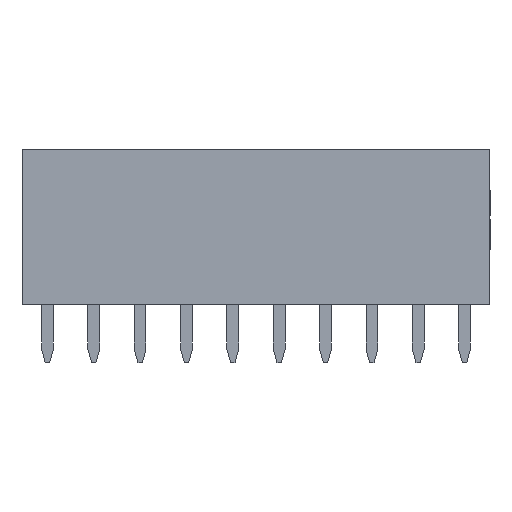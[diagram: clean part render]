
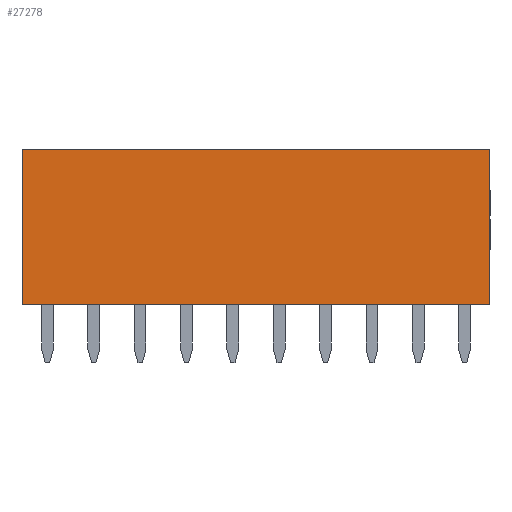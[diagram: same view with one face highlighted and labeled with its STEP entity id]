
A CAD part, front view. The second image highlights one B-rep face of the part: STEP entity #27278.
In plain terms, the highlighted planar face has unit normal (0, -1, 0).
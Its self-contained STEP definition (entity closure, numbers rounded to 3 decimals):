
#473 = AXIS2_PLACEMENT_3D ( 'NONE', #26616, #26261, #7418 ) ;
#796 = FACE_OUTER_BOUND ( 'NONE', #30227, .T. ) ;
#1226 = ORIENTED_EDGE ( 'NONE', *, *, #12763, .F. ) ;
#2171 = CARTESIAN_POINT ( 'NONE',  ( 12.825, 0., 4.25 ) ) ;
#2288 = ORIENTED_EDGE ( 'NONE', *, *, #21170, .F. ) ;
#2550 = VECTOR ( 'NONE', #7417, 1000. ) ;
#4943 = LINE ( 'NONE', #29432, #2550 ) ;
#6858 = CARTESIAN_POINT ( 'NONE',  ( -12.825, 0., -4.25 ) ) ;
#7417 = DIRECTION ( 'NONE',  ( 0., 0., 1. ) ) ;
#7418 = DIRECTION ( 'NONE',  ( -1., 0., 0. ) ) ;
#8240 = CARTESIAN_POINT ( 'NONE',  ( 12.825, 0., -4.25 ) ) ;
#8671 = CARTESIAN_POINT ( 'NONE',  ( -12.825, 0., 4.25 ) ) ;
#10192 = VERTEX_POINT ( 'NONE', #8240 ) ;
#10198 = DIRECTION ( 'NONE',  ( 0., 0., -1. ) ) ;
#11629 = DIRECTION ( 'NONE',  ( 1., 0., 0. ) ) ;
#12096 = DIRECTION ( 'NONE',  ( -1., 0., 0. ) ) ;
#12763 = EDGE_CURVE ( 'NONE', #27034, #10192, #26093, .T. ) ;
#12900 = VECTOR ( 'NONE', #11629, 1000. ) ;
#14832 = CARTESIAN_POINT ( 'NONE',  ( -12.825, 0., -4.25 ) ) ;
#15647 = EDGE_CURVE ( 'NONE', #25576, #18239, #4943, .T. ) ;
#16541 = VECTOR ( 'NONE', #12096, 1000. ) ;
#18239 = VERTEX_POINT ( 'NONE', #29481 ) ;
#20262 = ORIENTED_EDGE ( 'NONE', *, *, #28175, .F. ) ;
#20361 = ORIENTED_EDGE ( 'NONE', *, *, #15647, .F. ) ;
#21170 = EDGE_CURVE ( 'NONE', #10192, #25576, #30609, .T. ) ;
#25576 = VERTEX_POINT ( 'NONE', #14832 ) ;
#25631 = VECTOR ( 'NONE', #10198, 1000. ) ;
#26093 = LINE ( 'NONE', #2171, #25631 ) ;
#26261 = DIRECTION ( 'NONE',  ( 0., -1., 0. ) ) ;
#26616 = CARTESIAN_POINT ( 'NONE',  ( 0., 0., 0. ) ) ;
#27034 = VERTEX_POINT ( 'NONE', #33340 ) ;
#27278 = ADVANCED_FACE ( 'NONE', ( #796 ), #28234, .T. ) ;
#28175 = EDGE_CURVE ( 'NONE', #18239, #27034, #32598, .T. ) ;
#28234 = PLANE ( 'NONE',  #473 ) ;
#29432 = CARTESIAN_POINT ( 'NONE',  ( -12.825, 0., 4.25 ) ) ;
#29481 = CARTESIAN_POINT ( 'NONE',  ( -12.825, 0., 4.25 ) ) ;
#30227 = EDGE_LOOP ( 'NONE', ( #1226, #20262, #20361, #2288 ) ) ;
#30609 = LINE ( 'NONE', #6858, #16541 ) ;
#32598 = LINE ( 'NONE', #8671, #12900 ) ;
#33340 = CARTESIAN_POINT ( 'NONE',  ( 12.825, 0., 4.25 ) ) ;
